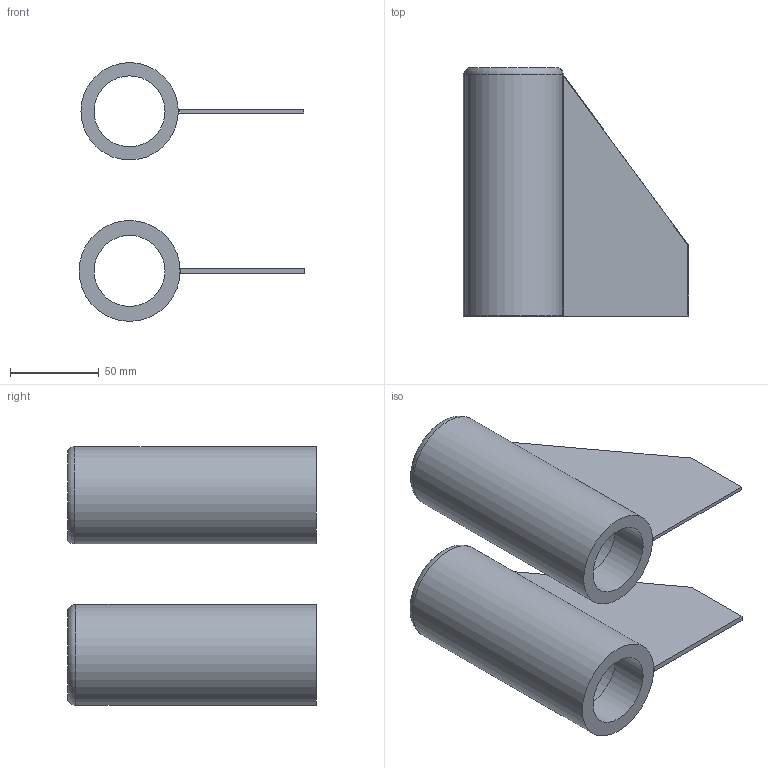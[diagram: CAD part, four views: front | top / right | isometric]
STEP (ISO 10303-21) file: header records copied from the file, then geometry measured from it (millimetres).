
FILE_DESCRIPTION(/* description */ (''),/* implementation_level */ '2;1');
FILE_NAME(/* name */ 'Aletas Sultana del Norte v5.step',/* time_stamp */ '2025-06-10T14:31:04-06:00',/* author */ (''),/* organization */ (''),/* preprocessor_version */ 'ST-DEVELOPER v20.1',/* originating_system */ 'Autodesk Translation Framework v14.10.0.0',/* authorisation */ '');
FILE_SCHEMA (('AUTOMOTIVE_DESIGN { 1 0 10303 214 3 1 1 }'));
Length unit declared in the file: millimetre
Products named in the file (5): Aletas Sultana del Norte; Cilindro de 2 mm; Aleta simple 3 mm; Aleta 2 mm; Cilindro de 3 mm
Assembly tree (4 placements, depth 2):
  Aletas Sultana del Norte
    Cilindro de 2 mm
    Aleta simple 3 mm
    Aleta 2 mm
    Cilindro de 3 mm
Bounding box: 127.25 x 140 x 145.89 mm (x, y, z)
Volume: 164775.6 mm3; surface area: 135056.9 mm2
Topology: 4 solids, 4 shells, 28 faces, 54 edges, 36 vertices
Faces by surface type: plane 18, cylinder 8, torus 2
Full cylindrical faces by diameter (mm): 40 x2, 45.4 x2, 50.89 x2, 54.89 x1, 56.89 x1
Entity records: 884 total; most frequent: DIRECTION 150, CARTESIAN_POINT 127, ORIENTED_EDGE 108, AXIS2_PLACEMENT_3D 59, EDGE_CURVE 54, VERTEX_POINT 36, EDGE_LOOP 34, LINE 32
